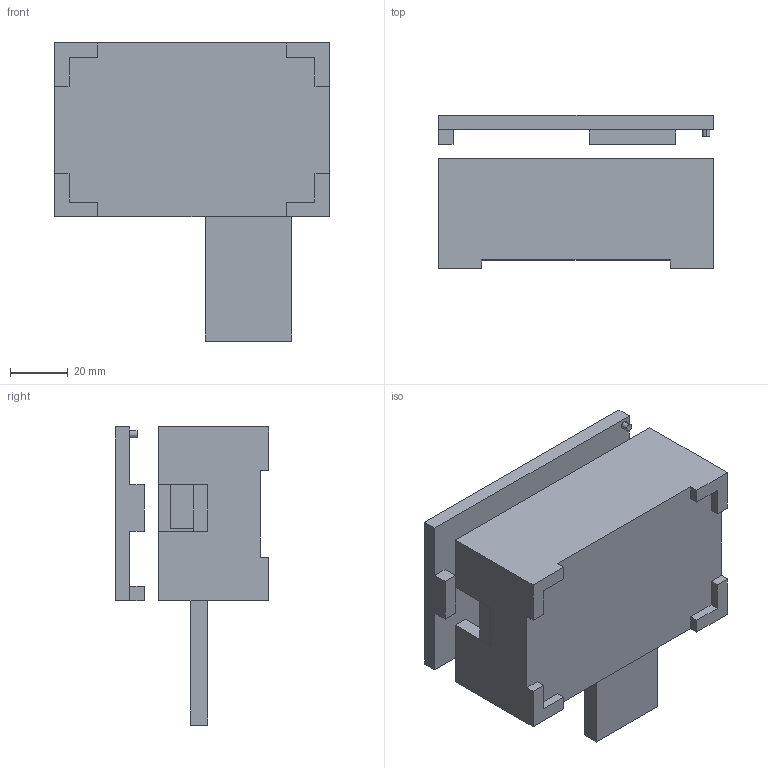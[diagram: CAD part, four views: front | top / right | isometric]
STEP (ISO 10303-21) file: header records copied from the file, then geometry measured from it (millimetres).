
FILE_DESCRIPTION (( 'STEP AP203' ), '1' );
FILE_NAME ('Top.STEP', '2024-02-20T14:08:06', ( '' ), ( '' ), 'SwSTEP 2.0', 'SolidWorks 2018', '' );
FILE_SCHEMA (( 'CONFIG_CONTROL_DESIGN' ));
Length unit declared in the file: millimetre
Products named in the file (1): Top
Bounding box: 95 x 53 x 103 mm (x, y, z)
Volume: 173580 mm3; surface area: 61327.2 mm2
Topology: 3 solids, 3 shells, 90 faces, 236 edges, 156 vertices
Faces by surface type: plane 86, cylinder 4
Entity records: 2793 total; most frequent: CARTESIAN_POINT 483, ORIENTED_EDGE 472, DIRECTION 426, EDGE_CURVE 236, LINE 228, VECTOR 228, VERTEX_POINT 156, AXIS2_PLACEMENT_3D 99
